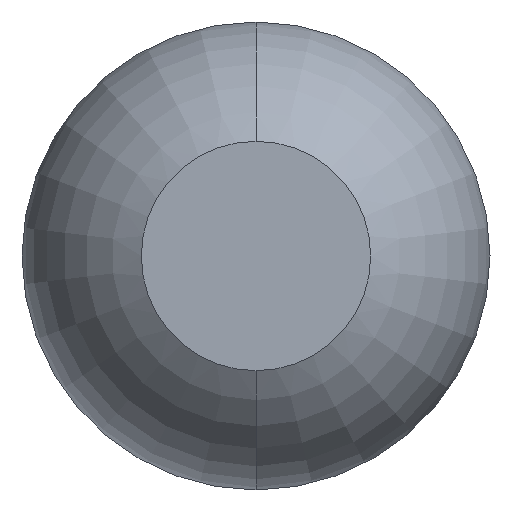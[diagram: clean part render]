
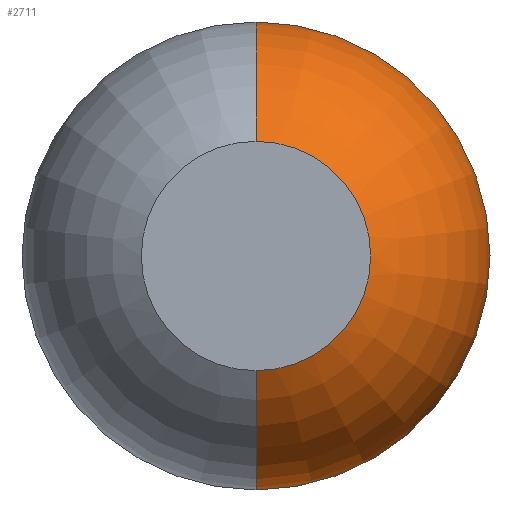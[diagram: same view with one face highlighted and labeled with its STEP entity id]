
A CAD part, front view. The second image highlights one B-rep face of the part: STEP entity #2711.
In plain terms, the highlighted toroidal (fillet/blend) face has major radius 0.01 mm and minor radius 0.5 mm.
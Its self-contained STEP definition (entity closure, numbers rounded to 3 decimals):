
#135 = DIRECTION ( 'NONE',  ( 0., 0., -1. ) ) ;
#222 = FACE_OUTER_BOUND ( 'NONE', #1134, .T. ) ;
#275 = CIRCLE ( 'NONE', #1626, 0.51 ) ;
#282 = CARTESIAN_POINT ( 'NONE',  ( 0., -26.961, 0.51 ) ) ;
#285 = ORIENTED_EDGE ( 'NONE', *, *, #3499, .F. ) ;
#295 = VERTEX_POINT ( 'NONE', #282 ) ;
#369 = DIRECTION ( 'NONE',  ( 0., 0., 1. ) ) ;
#632 = ORIENTED_EDGE ( 'NONE', *, *, #1598, .F. ) ;
#633 = CARTESIAN_POINT ( 'NONE',  ( 0., -26.961, 0. ) ) ;
#951 = CARTESIAN_POINT ( 'NONE',  ( 0., -27.4, 0.25 ) ) ;
#991 = AXIS2_PLACEMENT_3D ( 'NONE', #1887, #3664, #135 ) ;
#1134 = EDGE_LOOP ( 'NONE', ( #632, #2788, #1891, #285 ) ) ;
#1280 = CIRCLE ( 'NONE', #2371, 0.5 ) ;
#1307 = AXIS2_PLACEMENT_3D ( 'NONE', #633, #2650, #1773 ) ;
#1558 = CARTESIAN_POINT ( 'NONE',  ( 0., -26.961, 0.01 ) ) ;
#1598 = EDGE_CURVE ( 'Defeature ausgef�hrt1_10+Defeature ausgef�hrt1_5+Defeature ausgef�hrt1_5+Defeature ausgef�hrt1_5', #1896, #3488, #2295, .T. ) ;
#1626 = AXIS2_PLACEMENT_3D ( 'NONE', #3069, #2189, #2228 ) ;
#1630 = EDGE_CURVE ( 'Defeature ausgef�hrt1_6+Defeature ausgef�hrt1_5+Defeature ausgef�hrt1_5+Defeature ausgef�hrt1_5', #295, #3512, #275, .T. ) ;
#1651 = CARTESIAN_POINT ( 'NONE',  ( 0., -27.4, 0. ) ) ;
#1773 = DIRECTION ( 'NONE',  ( 0., 0., 1. ) ) ;
#1887 = CARTESIAN_POINT ( 'NONE',  ( 0., -26.961, -0.01 ) ) ;
#1891 = ORIENTED_EDGE ( 'NONE', *, *, #1630, .F. ) ;
#1896 = VERTEX_POINT ( 'NONE', #3036 ) ;
#2048 = AXIS2_PLACEMENT_3D ( 'NONE', #1651, #2216, #3689 ) ;
#2189 = DIRECTION ( 'NONE',  ( 0., 1., 0. ) ) ;
#2216 = DIRECTION ( 'NONE',  ( 0., -1., 0. ) ) ;
#2228 = DIRECTION ( 'NONE',  ( 0., 0., 1. ) ) ;
#2295 = CIRCLE ( 'NONE', #2048, 0.25 ) ;
#2371 = AXIS2_PLACEMENT_3D ( 'NONE', #1558, #3558, #369 ) ;
#2650 = DIRECTION ( 'NONE',  ( 0., 1., 0. ) ) ;
#2711 = ADVANCED_FACE ( 'Defeature ausgef�hrt1_5', ( #222 ), #2819, .T. ) ;
#2788 = ORIENTED_EDGE ( 'NONE', *, *, #2841, .T. ) ;
#2819 = TOROIDAL_SURFACE ( 'NONE', #1307, 0.01, 0.5 ) ;
#2841 = EDGE_CURVE ( 'NONE', #1896, #3512, #3601, .T. ) ;
#2998 = CARTESIAN_POINT ( 'NONE',  ( 0., -26.961, -0.51 ) ) ;
#3036 = CARTESIAN_POINT ( 'NONE',  ( 0., -27.4, -0.25 ) ) ;
#3069 = CARTESIAN_POINT ( 'NONE',  ( 0., -26.961, 0. ) ) ;
#3488 = VERTEX_POINT ( 'NONE', #951 ) ;
#3499 = EDGE_CURVE ( 'NONE', #3488, #295, #1280, .T. ) ;
#3512 = VERTEX_POINT ( 'NONE', #2998 ) ;
#3558 = DIRECTION ( 'NONE',  ( -1., 0., 0. ) ) ;
#3601 = CIRCLE ( 'NONE', #991, 0.5 ) ;
#3664 = DIRECTION ( 'NONE',  ( 1., 0., 0. ) ) ;
#3689 = DIRECTION ( 'NONE',  ( 0., 0., -1. ) ) ;
